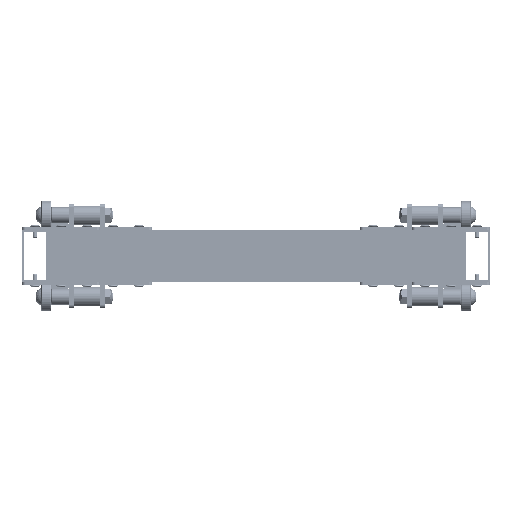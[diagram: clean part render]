
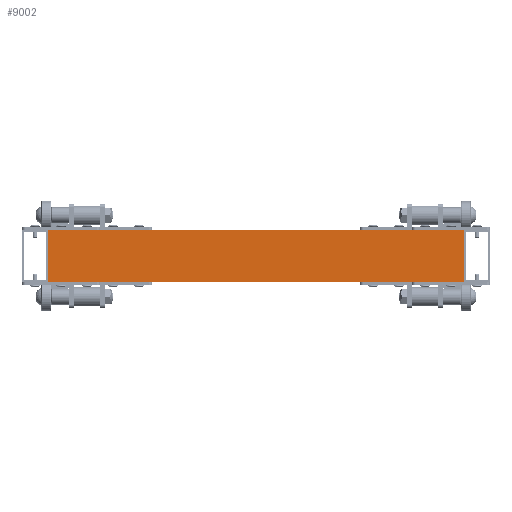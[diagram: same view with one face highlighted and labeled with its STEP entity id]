
A CAD part, front view. The second image highlights one B-rep face of the part: STEP entity #9002.
In plain terms, the highlighted face is planar.
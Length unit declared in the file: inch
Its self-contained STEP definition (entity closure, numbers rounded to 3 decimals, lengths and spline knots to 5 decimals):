
#664 = DIRECTION ( 'NONE',  ( 0., 0., 1. ) ) ;
#919 = EDGE_CURVE ( 'NONE', #17029, #11348, #13008, .T. ) ;
#1586 = ORIENTED_EDGE ( 'NONE', *, *, #12148, .T. ) ;
#1732 = EDGE_LOOP ( 'NONE', ( #1586, #2775, #10130, #13625 ) ) ;
#2017 = VECTOR ( 'NONE', #4386, 39.37008 ) ;
#2149 = DIRECTION ( 'NONE',  ( 0., -1., 0. ) ) ;
#2370 = LINE ( 'NONE', #15972, #6225 ) ;
#2448 = LINE ( 'NONE', #10137, #13425 ) ;
#2775 = ORIENTED_EDGE ( 'NONE', *, *, #2889, .F. ) ;
#2889 = EDGE_CURVE ( 'NONE', #8957, #5105, #2448, .T. ) ;
#3162 = DIRECTION ( 'NONE',  ( -1., 0., 0. ) ) ;
#3535 = LINE ( 'NONE', #5362, #15834 ) ;
#4386 = DIRECTION ( 'NONE',  ( 0., -1., 0. ) ) ;
#4931 = CARTESIAN_POINT ( 'NONE',  ( 0., 16., -1. ) ) ;
#5105 = VERTEX_POINT ( 'NONE', #9748 ) ;
#5362 = CARTESIAN_POINT ( 'NONE',  ( 0., 0., -1. ) ) ;
#5437 = DIRECTION ( 'NONE',  ( -1., 0., 0. ) ) ;
#6225 = VECTOR ( 'NONE', #3162, 39.37008 ) ;
#6414 = CARTESIAN_POINT ( 'NONE',  ( 0., 16., -1. ) ) ;
#8428 = CARTESIAN_POINT ( 'NONE',  ( 2., 0., -1. ) ) ;
#8957 = VERTEX_POINT ( 'NONE', #6414 ) ;
#9002 = ADVANCED_FACE ( 'NONE', ( #11739 ), #17831, .F. ) ;
#9748 = CARTESIAN_POINT ( 'NONE',  ( 0., 0., -1. ) ) ;
#10130 = ORIENTED_EDGE ( 'NONE', *, *, #12630, .F. ) ;
#10137 = CARTESIAN_POINT ( 'NONE',  ( 0., 16., -1. ) ) ;
#10690 = DIRECTION ( 'NONE',  ( 1., 0., 0. ) ) ;
#11348 = VERTEX_POINT ( 'NONE', #8428 ) ;
#11739 = FACE_OUTER_BOUND ( 'NONE', #1732, .T. ) ;
#11874 = AXIS2_PLACEMENT_3D ( 'NONE', #4931, #664, #10690 ) ;
#12148 = EDGE_CURVE ( 'NONE', #11348, #5105, #3535, .T. ) ;
#12630 = EDGE_CURVE ( 'NONE', #17029, #8957, #2370, .T. ) ;
#12938 = CARTESIAN_POINT ( 'NONE',  ( 2., 16., -1. ) ) ;
#13008 = LINE ( 'NONE', #12938, #2017 ) ;
#13425 = VECTOR ( 'NONE', #2149, 39.37008 ) ;
#13625 = ORIENTED_EDGE ( 'NONE', *, *, #919, .T. ) ;
#15834 = VECTOR ( 'NONE', #5437, 39.37008 ) ;
#15972 = CARTESIAN_POINT ( 'NONE',  ( 0., 16., -1. ) ) ;
#17029 = VERTEX_POINT ( 'NONE', #17999 ) ;
#17831 = PLANE ( 'NONE',  #11874 ) ;
#17999 = CARTESIAN_POINT ( 'NONE',  ( 2., 16., -1. ) ) ;
